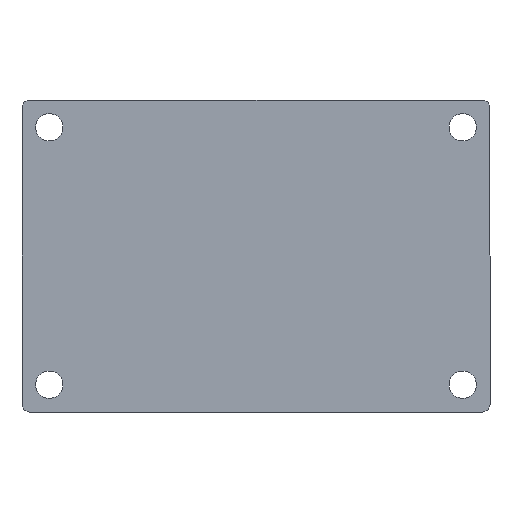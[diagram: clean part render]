
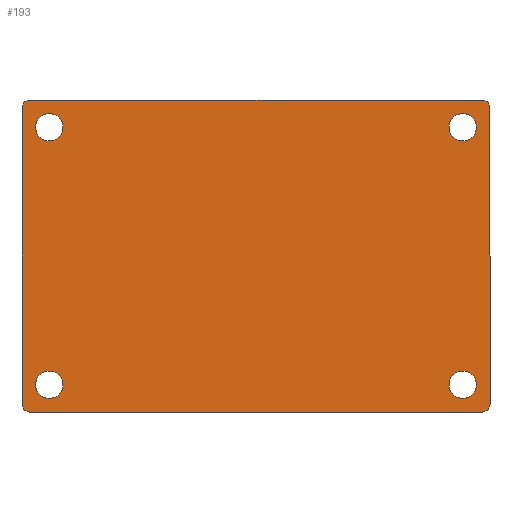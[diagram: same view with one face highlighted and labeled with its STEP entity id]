
A CAD part, front view. The second image highlights one B-rep face of the part: STEP entity #193.
In plain terms, the highlighted planar face has unit normal (0, -1, 0).
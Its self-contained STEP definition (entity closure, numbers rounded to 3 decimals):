
#1 = ORIENTED_EDGE ( 'NONE', *, *, #1477, .T. ) ;
#15 = DIRECTION ( 'NONE',  ( 0., 0., 1. ) ) ;
#26 = ORIENTED_EDGE ( 'NONE', *, *, #957, .T. ) ;
#48 = EDGE_CURVE ( 'NONE', #685, #212, #168, .T. ) ;
#66 = EDGE_CURVE ( 'NONE', #316, #685, #1034, .T. ) ;
#68 = DIRECTION ( 'NONE',  ( 0., 0., -1. ) ) ;
#87 = VECTOR ( 'NONE', #1273, 1000. ) ;
#135 = ORIENTED_EDGE ( 'NONE', *, *, #1324, .T. ) ;
#142 = LINE ( 'NONE', #627, #87 ) ;
#145 = CARTESIAN_POINT ( 'NONE',  ( -29., 0., -20. ) ) ;
#163 = ORIENTED_EDGE ( 'NONE', *, *, #1348, .F. ) ;
#164 = DIRECTION ( 'NONE',  ( 0., 0., 1. ) ) ;
#168 = LINE ( 'NONE', #655, #1475 ) ;
#175 = EDGE_CURVE ( 'NONE', #951, #745, #360, .T. ) ;
#193 = ADVANCED_FACE ( 'NONE', ( #1201, #497, #980, #341, #221 ), #1095, .T. ) ;
#205 = CARTESIAN_POINT ( 'NONE',  ( 29., 0., -19. ) ) ;
#212 = VERTEX_POINT ( 'NONE', #145 ) ;
#215 = EDGE_CURVE ( 'NONE', #1386, #1205, #647, .T. ) ;
#221 = FACE_BOUND ( 'NONE', #1527, .T. ) ;
#230 = VERTEX_POINT ( 'NONE', #266 ) ;
#233 = AXIS2_PLACEMENT_3D ( 'NONE', #1337, #984, #354 ) ;
#247 = VERTEX_POINT ( 'NONE', #756 ) ;
#250 = CARTESIAN_POINT ( 'NONE',  ( -26.5, 0., -18.25 ) ) ;
#256 = AXIS2_PLACEMENT_3D ( 'NONE', #1168, #818, #565 ) ;
#266 = CARTESIAN_POINT ( 'NONE',  ( -26.5, 0., 14.75 ) ) ;
#267 = CARTESIAN_POINT ( 'NONE',  ( 26.5, 0., 16.5 ) ) ;
#269 = EDGE_CURVE ( 'NONE', #1072, #650, #509, .T. ) ;
#275 = CARTESIAN_POINT ( 'NONE',  ( -26.5, 0., 18.25 ) ) ;
#300 = VECTOR ( 'NONE', #1255, 1000. ) ;
#305 = EDGE_CURVE ( 'NONE', #1205, #373, #1400, .T. ) ;
#312 = DIRECTION ( 'NONE',  ( 0., 0., -1. ) ) ;
#316 = VERTEX_POINT ( 'NONE', #762 ) ;
#323 = CARTESIAN_POINT ( 'NONE',  ( -29., 0., 19. ) ) ;
#325 = DIRECTION ( 'NONE',  ( 0., 0., 1. ) ) ;
#335 = AXIS2_PLACEMENT_3D ( 'NONE', #1556, #599, #1086 ) ;
#337 = VECTOR ( 'NONE', #1266, 1000. ) ;
#341 = FACE_BOUND ( 'NONE', #475, .T. ) ;
#354 = DIRECTION ( 'NONE',  ( 0., 0., 1. ) ) ;
#360 = CIRCLE ( 'NONE', #686, 1.75 ) ;
#366 = CARTESIAN_POINT ( 'NONE',  ( 26.5, 0., 18.25 ) ) ;
#373 = VERTEX_POINT ( 'NONE', #1415 ) ;
#374 = CARTESIAN_POINT ( 'NONE',  ( 26.5, 0., 16.5 ) ) ;
#385 = CIRCLE ( 'NONE', #768, 1.75 ) ;
#400 = DIRECTION ( 'NONE',  ( 0., 0., 1. ) ) ;
#437 = CIRCLE ( 'NONE', #335, 1.75 ) ;
#443 = CARTESIAN_POINT ( 'NONE',  ( 26.5, 0., -18.25 ) ) ;
#447 = EDGE_CURVE ( 'NONE', #212, #1002, #1329, .T. ) ;
#448 = EDGE_CURVE ( 'NONE', #247, #887, #788, .T. ) ;
#475 = EDGE_LOOP ( 'NONE', ( #26, #1220 ) ) ;
#497 = FACE_BOUND ( 'NONE', #1215, .T. ) ;
#508 = CARTESIAN_POINT ( 'NONE',  ( 30., 0., 19. ) ) ;
#509 = CIRCLE ( 'NONE', #1094, 1.75 ) ;
#522 = DIRECTION ( 'NONE',  ( 0., 0., 1. ) ) ;
#532 = LINE ( 'NONE', #508, #337 ) ;
#536 = DIRECTION ( 'NONE',  ( 0., 0., 1. ) ) ;
#540 = DIRECTION ( 'NONE',  ( -1., 0., 0. ) ) ;
#541 = CIRCLE ( 'NONE', #233, 1.75 ) ;
#555 = DIRECTION ( 'NONE',  ( 0., 1., 0. ) ) ;
#565 = DIRECTION ( 'NONE',  ( 0., 0., -1. ) ) ;
#579 = CARTESIAN_POINT ( 'NONE',  ( 26.5, 0., -16.5 ) ) ;
#580 = EDGE_LOOP ( 'NONE', ( #1085, #163, #1238, #1509, #1538, #1497, #1315, #1311 ) ) ;
#587 = CARTESIAN_POINT ( 'NONE',  ( -30., 0., 19. ) ) ;
#599 = DIRECTION ( 'NONE',  ( 0., 1., 0. ) ) ;
#619 = CIRCLE ( 'NONE', #1340, 1. ) ;
#627 = CARTESIAN_POINT ( 'NONE',  ( -30., 0., 19. ) ) ;
#634 = AXIS2_PLACEMENT_3D ( 'NONE', #205, #1431, #312 ) ;
#641 = DIRECTION ( 'NONE',  ( 0., 1., 0. ) ) ;
#645 = CARTESIAN_POINT ( 'NONE',  ( -26.5, 0., 16.5 ) ) ;
#647 = LINE ( 'NONE', #870, #300 ) ;
#650 = VERTEX_POINT ( 'NONE', #250 ) ;
#655 = CARTESIAN_POINT ( 'NONE',  ( -29., 0., -20. ) ) ;
#671 = CARTESIAN_POINT ( 'NONE',  ( -26.5, 0., -14.75 ) ) ;
#680 = EDGE_CURVE ( 'NONE', #745, #951, #385, .T. ) ;
#685 = VERTEX_POINT ( 'NONE', #1381 ) ;
#686 = AXIS2_PLACEMENT_3D ( 'NONE', #374, #735, #15 ) ;
#735 = DIRECTION ( 'NONE',  ( 0., 1., 0. ) ) ;
#745 = VERTEX_POINT ( 'NONE', #1233 ) ;
#756 = CARTESIAN_POINT ( 'NONE',  ( 26.5, 0., -14.75 ) ) ;
#762 = CARTESIAN_POINT ( 'NONE',  ( 30., 0., -19. ) ) ;
#768 = AXIS2_PLACEMENT_3D ( 'NONE', #267, #1511, #522 ) ;
#773 = DIRECTION ( 'NONE',  ( 0., 1., 0. ) ) ;
#775 = CARTESIAN_POINT ( 'NONE',  ( -26.5, 0., -16.5 ) ) ;
#788 = CIRCLE ( 'NONE', #1401, 1.75 ) ;
#792 = CIRCLE ( 'NONE', #995, 1.75 ) ;
#810 = DIRECTION ( 'NONE',  ( 0., 0., 1. ) ) ;
#818 = DIRECTION ( 'NONE',  ( 0., 1., 0. ) ) ;
#870 = CARTESIAN_POINT ( 'NONE',  ( -29., 0., 20. ) ) ;
#887 = VERTEX_POINT ( 'NONE', #443 ) ;
#927 = DIRECTION ( 'NONE',  ( 0., 1., 0. ) ) ;
#950 = CARTESIAN_POINT ( 'NONE',  ( 29., 0., 20. ) ) ;
#951 = VERTEX_POINT ( 'NONE', #366 ) ;
#953 = DIRECTION ( 'NONE',  ( 0., -1., 0. ) ) ;
#957 = EDGE_CURVE ( 'NONE', #650, #1072, #437, .T. ) ;
#980 = FACE_OUTER_BOUND ( 'NONE', #580, .T. ) ;
#984 = DIRECTION ( 'NONE',  ( 0., 1., 0. ) ) ;
#995 = AXIS2_PLACEMENT_3D ( 'NONE', #645, #773, #164 ) ;
#1001 = CARTESIAN_POINT ( 'NONE',  ( -29., 0., 20. ) ) ;
#1002 = VERTEX_POINT ( 'NONE', #1093 ) ;
#1010 = CARTESIAN_POINT ( 'NONE',  ( 29., 0., 19. ) ) ;
#1023 = EDGE_CURVE ( 'NONE', #887, #247, #1429, .T. ) ;
#1034 = CIRCLE ( 'NONE', #634, 1. ) ;
#1036 = CARTESIAN_POINT ( 'NONE',  ( 26.5, 0., -16.5 ) ) ;
#1072 = VERTEX_POINT ( 'NONE', #671 ) ;
#1085 = ORIENTED_EDGE ( 'NONE', *, *, #66, .F. ) ;
#1086 = DIRECTION ( 'NONE',  ( 0., 0., 1. ) ) ;
#1093 = CARTESIAN_POINT ( 'NONE',  ( -30., 0., -19. ) ) ;
#1094 = AXIS2_PLACEMENT_3D ( 'NONE', #775, #641, #400 ) ;
#1095 = PLANE ( 'NONE',  #1249 ) ;
#1141 = AXIS2_PLACEMENT_3D ( 'NONE', #1010, #1373, #536 ) ;
#1153 = DIRECTION ( 'NONE',  ( 0., 1., 0. ) ) ;
#1168 = CARTESIAN_POINT ( 'NONE',  ( -29., 0., -19. ) ) ;
#1201 = FACE_BOUND ( 'NONE', #1432, .T. ) ;
#1205 = VERTEX_POINT ( 'NONE', #950 ) ;
#1215 = EDGE_LOOP ( 'NONE', ( #1396, #1369 ) ) ;
#1220 = ORIENTED_EDGE ( 'NONE', *, *, #269, .T. ) ;
#1227 = AXIS2_PLACEMENT_3D ( 'NONE', #1036, #555, #325 ) ;
#1228 = VERTEX_POINT ( 'NONE', #587 ) ;
#1233 = CARTESIAN_POINT ( 'NONE',  ( 26.5, 0., 14.75 ) ) ;
#1238 = ORIENTED_EDGE ( 'NONE', *, *, #305, .F. ) ;
#1249 = AXIS2_PLACEMENT_3D ( 'NONE', #1313, #953, #1445 ) ;
#1255 = DIRECTION ( 'NONE',  ( 1., 0., 0. ) ) ;
#1258 = ORIENTED_EDGE ( 'NONE', *, *, #175, .T. ) ;
#1266 = DIRECTION ( 'NONE',  ( 0., 0., -1. ) ) ;
#1273 = DIRECTION ( 'NONE',  ( 0., 0., 1. ) ) ;
#1311 = ORIENTED_EDGE ( 'NONE', *, *, #48, .F. ) ;
#1313 = CARTESIAN_POINT ( 'NONE',  ( 29., 0., -19. ) ) ;
#1315 = ORIENTED_EDGE ( 'NONE', *, *, #447, .F. ) ;
#1324 = EDGE_CURVE ( 'NONE', #230, #1410, #541, .T. ) ;
#1329 = CIRCLE ( 'NONE', #256, 1. ) ;
#1337 = CARTESIAN_POINT ( 'NONE',  ( -26.5, 0., 16.5 ) ) ;
#1340 = AXIS2_PLACEMENT_3D ( 'NONE', #323, #1153, #68 ) ;
#1348 = EDGE_CURVE ( 'NONE', #373, #316, #532, .T. ) ;
#1369 = ORIENTED_EDGE ( 'NONE', *, *, #448, .T. ) ;
#1373 = DIRECTION ( 'NONE',  ( 0., 1., 0. ) ) ;
#1379 = ORIENTED_EDGE ( 'NONE', *, *, #680, .T. ) ;
#1381 = CARTESIAN_POINT ( 'NONE',  ( 29., 0., -20. ) ) ;
#1386 = VERTEX_POINT ( 'NONE', #1001 ) ;
#1396 = ORIENTED_EDGE ( 'NONE', *, *, #1023, .T. ) ;
#1400 = CIRCLE ( 'NONE', #1141, 1. ) ;
#1401 = AXIS2_PLACEMENT_3D ( 'NONE', #579, #927, #810 ) ;
#1410 = VERTEX_POINT ( 'NONE', #275 ) ;
#1415 = CARTESIAN_POINT ( 'NONE',  ( 30., 0., 19. ) ) ;
#1429 = CIRCLE ( 'NONE', #1227, 1.75 ) ;
#1431 = DIRECTION ( 'NONE',  ( 0., 1., 0. ) ) ;
#1432 = EDGE_LOOP ( 'NONE', ( #135, #1 ) ) ;
#1445 = DIRECTION ( 'NONE',  ( 0., 0., -1. ) ) ;
#1475 = VECTOR ( 'NONE', #540, 1000. ) ;
#1477 = EDGE_CURVE ( 'NONE', #1410, #230, #792, .T. ) ;
#1495 = EDGE_CURVE ( 'NONE', #1002, #1228, #142, .T. ) ;
#1497 = ORIENTED_EDGE ( 'NONE', *, *, #1495, .F. ) ;
#1509 = ORIENTED_EDGE ( 'NONE', *, *, #215, .F. ) ;
#1511 = DIRECTION ( 'NONE',  ( 0., 1., 0. ) ) ;
#1523 = EDGE_CURVE ( 'NONE', #1228, #1386, #619, .T. ) ;
#1527 = EDGE_LOOP ( 'NONE', ( #1379, #1258 ) ) ;
#1538 = ORIENTED_EDGE ( 'NONE', *, *, #1523, .F. ) ;
#1556 = CARTESIAN_POINT ( 'NONE',  ( -26.5, 0., -16.5 ) ) ;
